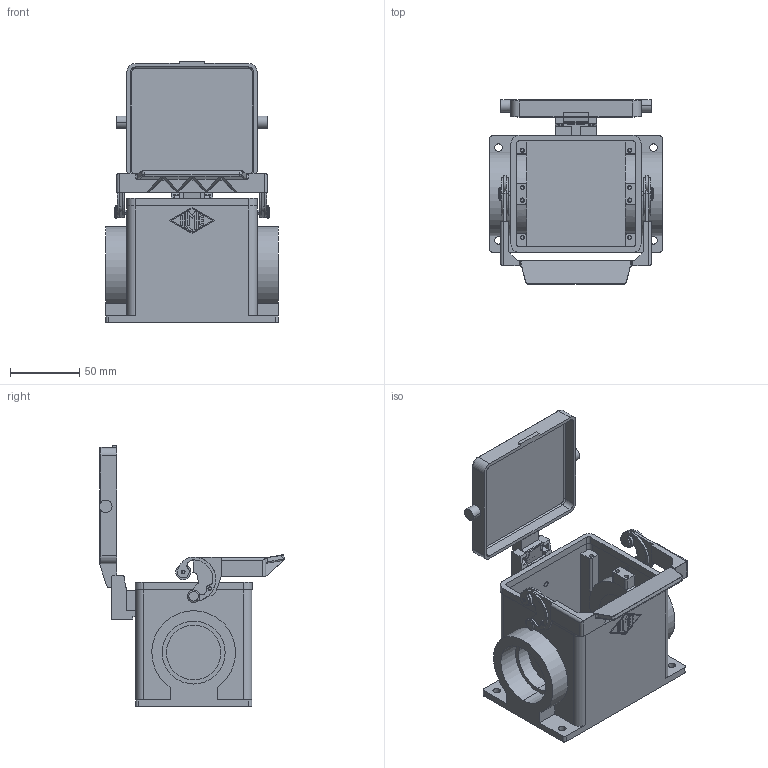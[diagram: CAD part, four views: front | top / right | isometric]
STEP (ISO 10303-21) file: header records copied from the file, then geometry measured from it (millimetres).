
FILE_DESCRIPTION(('Creo Elements/Direct Modeling STEP Export'),'2;1');
FILE_NAME('CHPT_32_6_LS.stp','2013-01-14T14:52:05',(''),(''),'Creo Elements/Direct Modeling STEP processor for AP214 (Solid Model)','Creo Elements/Direct Modeling 18.0B 02-Dec-2011 (C) Parametric Technology GmbH','');
FILE_SCHEMA(('AUTOMOTIVE_DESIGN { 1 0 10303 214 1 1 1 1 }'));
Length unit declared in the file: millimetre
Products named in the file (5): p1; p2; p3; p4; p5
Bounding box: 125 x 133.59 x 189.2 mm (x, y, z)
Volume: 324742.1 mm3; surface area: 138854.6 mm2
Topology: 6 solids, 8 shells, 606 faces, 1557 edges, 1009 vertices
Faces by surface type: plane 314, cylinder 236, torus 28, bspline 18, cone 10
Full cylindrical faces by diameter (mm): 3 x2
Entity records: 21333 total; most frequent: CARTESIAN_POINT 6424, ORIENTED_EDGE 3124, DIRECTION 3060, EDGE_CURVE 1555, AXIS2_PLACEMENT_3D 1079, VERTEX_POINT 1009, VECTOR 902, LINE 902
